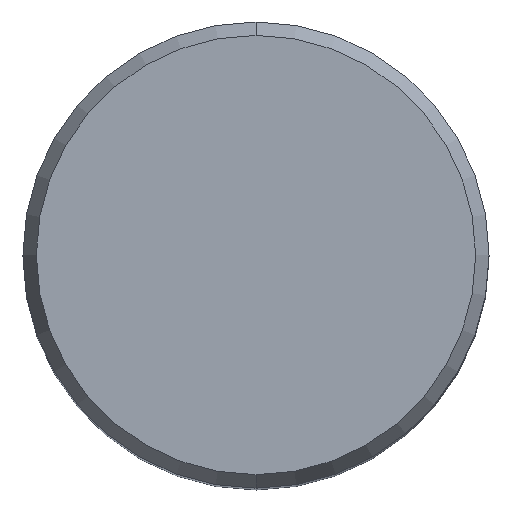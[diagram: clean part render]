
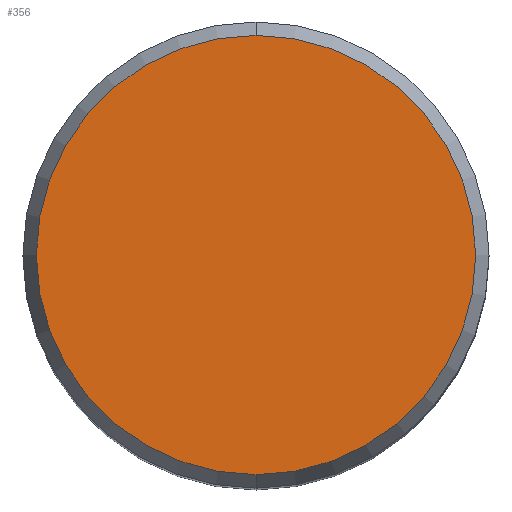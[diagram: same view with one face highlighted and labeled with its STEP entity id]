
A CAD part, top view. The second image highlights one B-rep face of the part: STEP entity #356.
In plain terms, the highlighted planar face has unit normal (0, 0, 1).
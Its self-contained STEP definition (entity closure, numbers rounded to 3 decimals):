
#248=VERTEX_POINT('',#556);
#268=VERTEX_POINT('',#580);
#332=EDGE_CURVE('',#248,#268,#652,.T.);
#356=ADVANCED_FACE('',(#676),#677,.T.);
#404=EDGE_CURVE('',#268,#248,#732,.T.);
#556=CARTESIAN_POINT('',(0.0,15.076,72.371));
#580=CARTESIAN_POINT('',(0.,-15.076,72.371));
#652=CIRCLE('',#1161,15.076);
#676=FACE_OUTER_BOUND('',#1233,.T.);
#677=PLANE('',#1234);
#732=CIRCLE('',#1326,15.076);
#1161=AXIS2_PLACEMENT_3D('',#1680,#1681,#1682);
#1233=EDGE_LOOP('',(#1695,#1696));
#1234=AXIS2_PLACEMENT_3D('',#1697,#1698,#1699);
#1326=AXIS2_PLACEMENT_3D('',#1762,#1763,#1764);
#1680=CARTESIAN_POINT('',(0.0,0.0,72.371));
#1681=DIRECTION('',(0.0,0.0,-1.0));
#1682=DIRECTION('',(0.0,1.0,0.0));
#1695=ORIENTED_EDGE('',*,*,#332,.F.);
#1696=ORIENTED_EDGE('',*,*,#404,.F.);
#1697=CARTESIAN_POINT('',(0.0,7.538,72.371));
#1698=DIRECTION('',(-0.0,0.0,1.0));
#1699=DIRECTION('',(0.0,-1.0,0.0));
#1762=CARTESIAN_POINT('',(0.0,0.0,72.371));
#1763=DIRECTION('',(0.0,0.0,-1.0));
#1764=DIRECTION('',(0.0,1.0,0.0));
